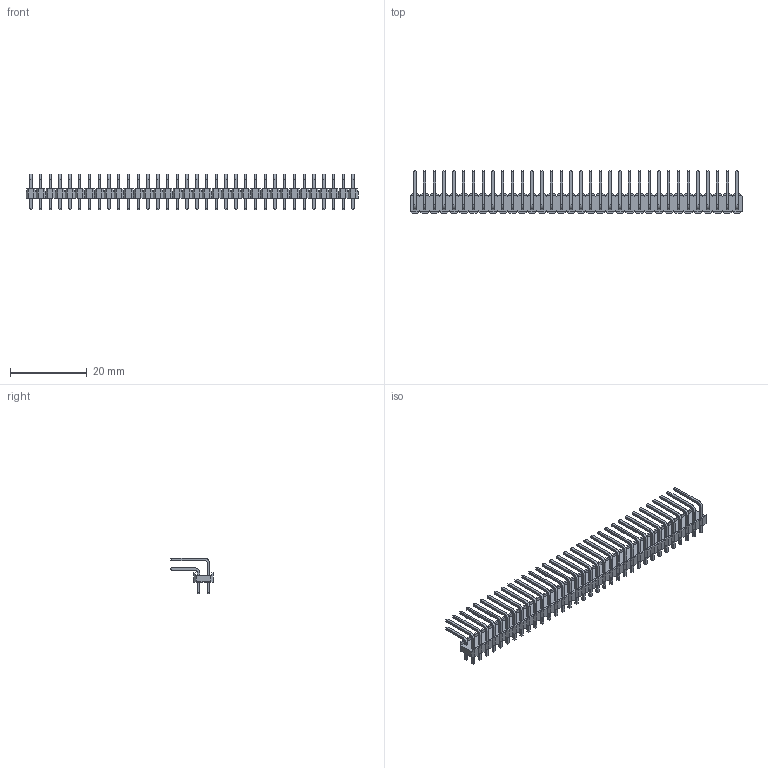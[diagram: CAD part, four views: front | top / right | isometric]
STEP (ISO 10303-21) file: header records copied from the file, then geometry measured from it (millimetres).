
FILE_DESCRIPTION(('STEP AP214'), '1');
FILE_NAME('PLD-R8', '', ('UNSPECIFIED'), ('UNSPECIFIED'), 'ASCON STEP Converter 1.6', 'ASCON Math Kernel', '');
FILE_SCHEMA(('AUTOMOTIVE_DESIGN { 1 0 10303 214 3 1 1}'));
Length unit declared in the file: millimetre
Bounding box: 86.36 x 11.08 x 9.32 mm (x, y, z)
Volume: 1167.1 mm3; surface area: 3860.3 mm2
Topology: 1 solids, 1 shells, 2013 faces, 4982 edges, 3140 vertices
Faces by surface type: plane 1877, cylinder 136
Entity records: 74020 total; most frequent: CARTESIAN_POINT 10136, ORIENTED_EDGE 9964, DIRECTION 9282, EDGE_CURVE 4982, LINE 4710, VECTOR 4710, VERTEX_POINT 3140, AXIS2_PLACEMENT_3D 2286
